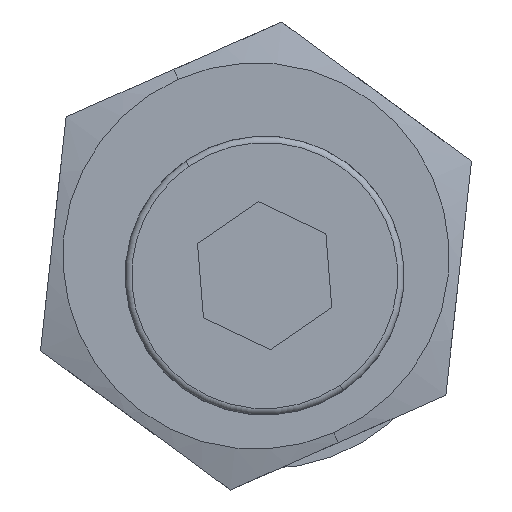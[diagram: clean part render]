
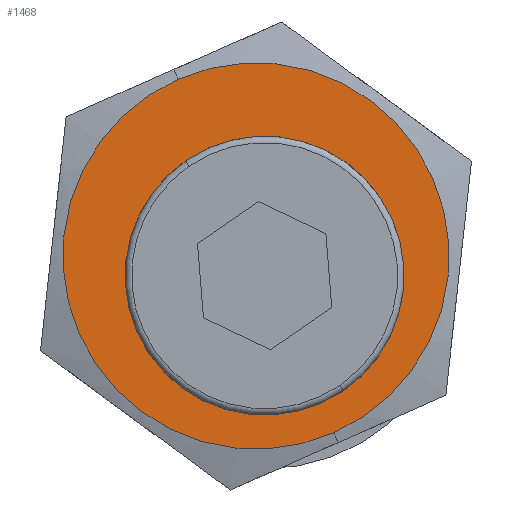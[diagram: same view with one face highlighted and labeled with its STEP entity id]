
A CAD part, front view. The second image highlights one B-rep face of the part: STEP entity #1468.
In plain terms, the highlighted face is planar.
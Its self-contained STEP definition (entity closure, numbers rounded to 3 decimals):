
#26 = AXIS2_PLACEMENT_3D ( 'NONE', #941, #1064, #959 ) ;
#40 = PLANE ( 'NONE',  #1054 ) ;
#64 = DIRECTION ( 'NONE',  ( 0., -1., 0. ) ) ;
#105 = CARTESIAN_POINT ( 'NONE',  ( 0., 7.5, 9. ) ) ;
#118 = AXIS2_PLACEMENT_3D ( 'NONE', #1556, #1434, #821 ) ;
#285 = EDGE_CURVE ( 'NONE', #403, #537, #713, .T. ) ;
#318 = DIRECTION ( 'NONE',  ( 0., 1., 0. ) ) ;
#383 = DIRECTION ( 'NONE',  ( 0., 0., -1. ) ) ;
#403 = VERTEX_POINT ( 'NONE', #714 ) ;
#424 = CARTESIAN_POINT ( 'NONE',  ( -5.485, 7.5, 9.5 ) ) ;
#427 = EDGE_LOOP ( 'NONE', ( #1470, #1333 ) ) ;
#430 = FACE_BOUND ( 'NONE', #427, .T. ) ;
#537 = VERTEX_POINT ( 'NONE', #630 ) ;
#559 = DIRECTION ( 'NONE',  ( 0., 0., 1. ) ) ;
#630 = CARTESIAN_POINT ( 'NONE',  ( 0., 7.5, -5.5 ) ) ;
#635 = CIRCLE ( 'NONE', #1387, 6.5 ) ;
#713 = CIRCLE ( 'NONE', #118, 6.5 ) ;
#714 = CARTESIAN_POINT ( 'NONE',  ( 0., 7.5, 7.5 ) ) ;
#734 = VERTEX_POINT ( 'NONE', #1399 ) ;
#766 = CIRCLE ( 'NONE', #26, 9. ) ;
#810 = DIRECTION ( 'NONE',  ( 0., 0., -1. ) ) ;
#821 = DIRECTION ( 'NONE',  ( 0., 0., 1. ) ) ;
#895 = EDGE_CURVE ( 'NONE', #734, #1144, #766, .T. ) ;
#900 = EDGE_LOOP ( 'NONE', ( #1098, #1620 ) ) ;
#941 = CARTESIAN_POINT ( 'NONE',  ( 0., 7.5, 0. ) ) ;
#959 = DIRECTION ( 'NONE',  ( 0., 0., -1. ) ) ;
#1054 = AXIS2_PLACEMENT_3D ( 'NONE', #424, #64, #810 ) ;
#1064 = DIRECTION ( 'NONE',  ( 0., -1., 0. ) ) ;
#1098 = ORIENTED_EDGE ( 'NONE', *, *, #895, .F. ) ;
#1144 = VERTEX_POINT ( 'NONE', #105 ) ;
#1203 = CIRCLE ( 'NONE', #1598, 9. ) ;
#1307 = CARTESIAN_POINT ( 'NONE',  ( 0., 7.5, 1. ) ) ;
#1330 = FACE_OUTER_BOUND ( 'NONE', #900, .T. ) ;
#1333 = ORIENTED_EDGE ( 'NONE', *, *, #1449, .F. ) ;
#1372 = EDGE_CURVE ( 'NONE', #1144, #734, #1203, .T. ) ;
#1387 = AXIS2_PLACEMENT_3D ( 'NONE', #1307, #318, #559 ) ;
#1399 = CARTESIAN_POINT ( 'NONE',  ( 0., 7.5, -9. ) ) ;
#1434 = DIRECTION ( 'NONE',  ( 0., 1., 0. ) ) ;
#1449 = EDGE_CURVE ( 'NONE', #537, #403, #635, .T. ) ;
#1468 = ADVANCED_FACE ( 'NONE', ( #430, #1330 ), #40, .F. ) ;
#1470 = ORIENTED_EDGE ( 'NONE', *, *, #285, .F. ) ;
#1540 = DIRECTION ( 'NONE',  ( 0., -1., 0. ) ) ;
#1550 = CARTESIAN_POINT ( 'NONE',  ( 0., 7.5, 0. ) ) ;
#1556 = CARTESIAN_POINT ( 'NONE',  ( 0., 7.5, 1. ) ) ;
#1598 = AXIS2_PLACEMENT_3D ( 'NONE', #1550, #1540, #383 ) ;
#1620 = ORIENTED_EDGE ( 'NONE', *, *, #1372, .F. ) ;
